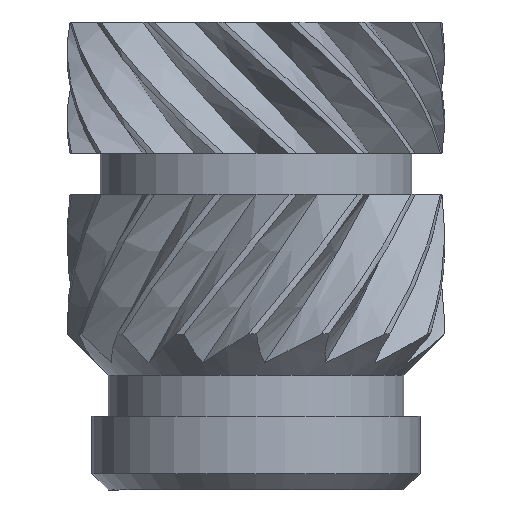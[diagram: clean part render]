
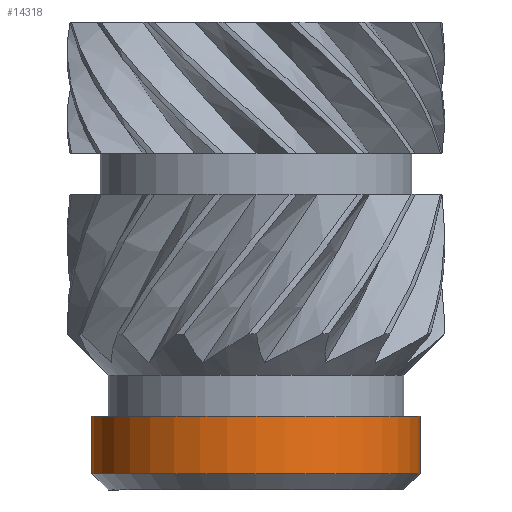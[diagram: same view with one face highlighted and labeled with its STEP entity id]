
A CAD part, front view. The second image highlights one B-rep face of the part: STEP entity #14318.
In plain terms, the highlighted cylindrical face has radius 2 mm (diameter 4 mm), a partial arc.
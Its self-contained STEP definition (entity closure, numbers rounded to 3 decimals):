
#226 = EDGE_LOOP ( 'NONE', ( #8362, #5725, #3915, #2523 ) ) ;
#607 = VECTOR ( 'NONE', #4672, 1000. ) ;
#630 = VERTEX_POINT ( 'NONE', #8245 ) ;
#1141 = CARTESIAN_POINT ( 'NONE',  ( 2., 0., 0.9 ) ) ;
#1764 = CARTESIAN_POINT ( 'NONE',  ( 0., 0., 0.45 ) ) ;
#2523 = ORIENTED_EDGE ( 'NONE', *, *, #4208, .F. ) ;
#3168 = DIRECTION ( 'NONE',  ( 0., 0., 1. ) ) ;
#3469 = CARTESIAN_POINT ( 'NONE',  ( 2., 0., 0.45 ) ) ;
#3915 = ORIENTED_EDGE ( 'NONE', *, *, #4841, .T. ) ;
#4116 = FACE_OUTER_BOUND ( 'NONE', #226, .T. ) ;
#4208 = EDGE_CURVE ( 'NONE', #4734, #14405, #11336, .T. ) ;
#4672 = DIRECTION ( 'NONE',  ( 0., 0., 1. ) ) ;
#4734 = VERTEX_POINT ( 'NONE', #12777 ) ;
#4841 = EDGE_CURVE ( 'NONE', #6505, #14405, #15436, .T. ) ;
#5108 = CARTESIAN_POINT ( 'NONE',  ( 2., 0., 0.2 ) ) ;
#5341 = EDGE_CURVE ( 'NONE', #630, #4734, #9379, .T. ) ;
#5367 = AXIS2_PLACEMENT_3D ( 'NONE', #10126, #14886, #13862 ) ;
#5725 = ORIENTED_EDGE ( 'NONE', *, *, #7243, .F. ) ;
#6059 = DIRECTION ( 'NONE',  ( 0., 0., 1. ) ) ;
#6505 = VERTEX_POINT ( 'NONE', #5108 ) ;
#7191 = AXIS2_PLACEMENT_3D ( 'NONE', #1764, #3168, #13722 ) ;
#7243 = EDGE_CURVE ( 'NONE', #6505, #630, #9628, .T. ) ;
#8245 = CARTESIAN_POINT ( 'NONE',  ( -2., 0., 0.2 ) ) ;
#8362 = ORIENTED_EDGE ( 'NONE', *, *, #5341, .F. ) ;
#8367 = DIRECTION ( 'NONE',  ( 0., 0., 1. ) ) ;
#9360 = AXIS2_PLACEMENT_3D ( 'NONE', #12186, #8367, #13278 ) ;
#9379 = LINE ( 'NONE', #11474, #607 ) ;
#9628 = CIRCLE ( 'NONE', #5367, 2. ) ;
#10126 = CARTESIAN_POINT ( 'NONE',  ( 0., 0., 0.2 ) ) ;
#11336 = CIRCLE ( 'NONE', #9360, 2. ) ;
#11474 = CARTESIAN_POINT ( 'NONE',  ( -2., 0., 0.45 ) ) ;
#11821 = VECTOR ( 'NONE', #6059, 1000. ) ;
#12186 = CARTESIAN_POINT ( 'NONE',  ( 0., 0., 0.9 ) ) ;
#12777 = CARTESIAN_POINT ( 'NONE',  ( -2., 0., 0.9 ) ) ;
#13278 = DIRECTION ( 'NONE',  ( 1., 0., 0. ) ) ;
#13650 = CYLINDRICAL_SURFACE ( 'NONE', #7191, 2. ) ;
#13722 = DIRECTION ( 'NONE',  ( 1., 0., 0. ) ) ;
#13862 = DIRECTION ( 'NONE',  ( -1., 0., 0. ) ) ;
#14318 = ADVANCED_FACE ( 'NONE', ( #4116 ), #13650, .T. ) ;
#14405 = VERTEX_POINT ( 'NONE', #1141 ) ;
#14886 = DIRECTION ( 'NONE',  ( 0., 0., -1. ) ) ;
#15436 = LINE ( 'NONE', #3469, #11821 ) ;
